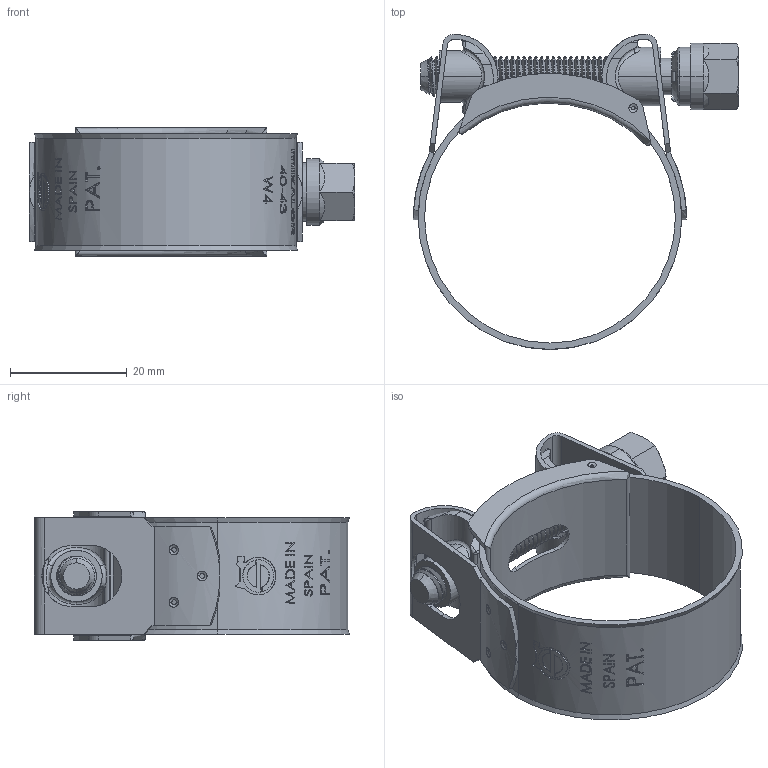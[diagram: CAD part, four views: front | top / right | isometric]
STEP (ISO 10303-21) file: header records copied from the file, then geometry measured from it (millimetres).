
FILE_DESCRIPTION (( 'STEP AP214' ), '1' );
FILE_NAME ('SUPRA 40-43 W4.STEP', '2018-03-09T08:45:05', ( '' ), ( '' ), 'SwSTEP 2.0', 'SolidWorks 2017', '' );
FILE_SCHEMA (( 'AUTOMOTIVE_DESIGN' ));
Length unit declared in the file: millimetre
Products named in the file (6): 202278_Cargol_M7x44_W4; NOU_CASQUILLO_ROSCAT_M7_W4; SUPRA 40-43 W4; 40-43_W4_TEULA_08x30; 40-43_W4_CINTA_08x20; NOU_CASQUILLO_PASSANT_M7_W4
Assembly tree (5 placements, depth 2):
  SUPRA 40-43 W4
    40-43_W4_CINTA_08x20
    202278_Cargol_M7x44_W4
    40-43_W4_TEULA_08x30
    NOU_CASQUILLO_ROSCAT_M7_W4
    NOU_CASQUILLO_PASSANT_M7_W4
Bounding box: 55.72 x 54.02 x 22.1 mm (x, y, z)
Volume: 7168.5 mm3; surface area: 13859.2 mm2
Topology: 5 solids, 5 shells, 838 faces, 2216 edges, 1434 vertices
Faces by surface type: plane 290, bspline 243, cylinder 240, torus 29, cone 20, sphere 16
Entity records: 83407 total; most frequent: CARTESIAN_POINT 64948, ORIENTED_EDGE 4424, DIRECTION 2842, EDGE_CURVE 2212, VERTEX_POINT 1434, AXIS2_PLACEMENT_3D 1047, EDGE_LOOP 902, B_SPLINE_CURVE_WITH_KNOTS 868
